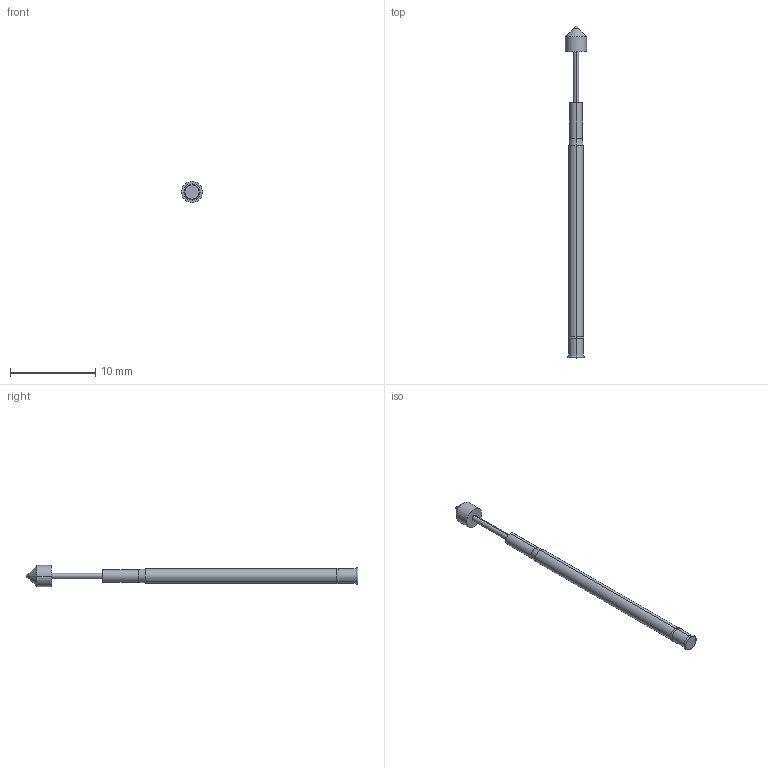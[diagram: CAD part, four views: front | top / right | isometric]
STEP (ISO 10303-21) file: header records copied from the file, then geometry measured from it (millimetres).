
FILE_DESCRIPTION (( 'STEP AP214' ), '1' );
FILE_NAME ('聆彸抻渀H5.STEP', '2025-09-14T23:39:56', ( '' ), ( '' ), 'SwSTEP 2.0', 'SolidWorks 2025', '' );
FILE_SCHEMA (( 'AUTOMOTIVE_DESIGN' ));
Length unit declared in the file: millimetre
Products named in the file (1): 测试探针H5
Bounding box: 2.5 x 39 x 2.5 mm (x, y, z)
Volume: 76.2 mm3; surface area: 196.8 mm2
Topology: 1 solids, 1 shells, 24 faces, 46 edges, 26 vertices
Faces by surface type: cylinder 10, cone 6, torus 4, plane 4
Entity records: 719 total; most frequent: DIRECTION 126, CARTESIAN_POINT 97, ORIENTED_EDGE 92, AXIS2_PLACEMENT_3D 55, EDGE_CURVE 46, CIRCLE 30, VERTEX_POINT 26, EDGE_LOOP 26
